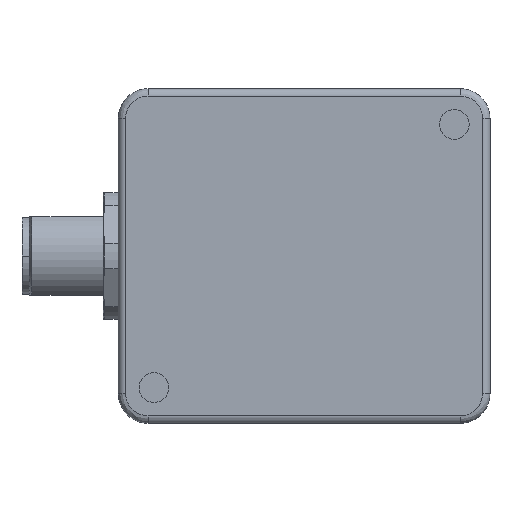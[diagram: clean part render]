
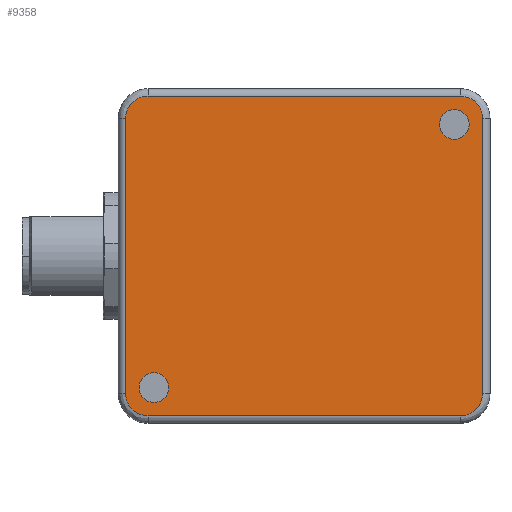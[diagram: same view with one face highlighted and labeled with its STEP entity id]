
A CAD part, front view. The second image highlights one B-rep face of the part: STEP entity #9358.
In plain terms, the highlighted planar face has unit normal (0, -1, 0).
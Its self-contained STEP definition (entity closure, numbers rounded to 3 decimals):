
#152 = ORIENTED_EDGE ( 'NONE', *, *, #2051, .F. ) ;
#203 = CARTESIAN_POINT ( 'NONE',  ( 1., 0., 41. ) ) ;
#214 =( BOUNDED_CURVE ( )  B_SPLINE_CURVE ( 3, ( #1761, #15672, #19049, #9784 ),
 .UNSPECIFIED., .F., .F. ) 
 B_SPLINE_CURVE_WITH_KNOTS ( ( 4, 4 ),
 ( 0., 1. ),
 .UNSPECIFIED. ) 
 CURVE ( )  GEOMETRIC_REPRESENTATION_ITEM ( )  RATIONAL_B_SPLINE_CURVE ( ( 1., 0.805, 0.805, 1. ) ) 
 REPRESENTATION_ITEM ( '' )  );
#375 = CARTESIAN_POINT ( 'NONE',  ( 49., 0., 41. ) ) ;
#571 = EDGE_LOOP ( 'NONE', ( #12978, #8178 ) ) ;
#896 = FACE_BOUND ( 'NONE', #571, .T. ) ;
#1400 = ORIENTED_EDGE ( 'NONE', *, *, #18793, .F. ) ;
#1473 = CARTESIAN_POINT ( 'NONE',  ( 46., 0., 44. ) ) ;
#1575 =( BOUNDED_CURVE ( )  B_SPLINE_CURVE ( 3, ( #14533, #9981, #19297, #14598 ),
 .UNSPECIFIED., .F., .F. ) 
 B_SPLINE_CURVE_WITH_KNOTS ( ( 4, 4 ),
 ( 0., 1. ),
 .UNSPECIFIED. ) 
 CURVE ( )  GEOMETRIC_REPRESENTATION_ITEM ( )  RATIONAL_B_SPLINE_CURVE ( ( 1., 0.805, 0.805, 1. ) ) 
 REPRESENTATION_ITEM ( '' )  );
#1656 = DIRECTION ( 'NONE',  ( 0., -1., 0. ) ) ;
#1719 = EDGE_CURVE ( 'NONE', #7684, #10103, #7023, .T. ) ;
#1750 = DIRECTION ( 'NONE',  ( 0., 0., 1. ) ) ;
#1761 = CARTESIAN_POINT ( 'NONE',  ( 4., 0., 1. ) ) ;
#2051 = EDGE_CURVE ( 'NONE', #14148, #17402, #8997, .T. ) ;
#2133 = ORIENTED_EDGE ( 'NONE', *, *, #6535, .F. ) ;
#2997 = DIRECTION ( 'NONE',  ( 0., 0., 1. ) ) ;
#3068 = DIRECTION ( 'NONE',  ( 1., 0., 0. ) ) ;
#3072 = FACE_BOUND ( 'NONE', #4974, .T. ) ;
#3193 = VERTEX_POINT ( 'NONE', #16370 ) ;
#4071 = DIRECTION ( 'NONE',  ( 0., -1., 0. ) ) ;
#4249 = CARTESIAN_POINT ( 'NONE',  ( 45.2, 0., 40.2 ) ) ;
#4484 = CARTESIAN_POINT ( 'NONE',  ( 0., 0., 44. ) ) ;
#4610 = CARTESIAN_POINT ( 'NONE',  ( 45.2, 0., 42.2 ) ) ;
#4833 = VERTEX_POINT ( 'NONE', #8077 ) ;
#4926 =( BOUNDED_CURVE ( )  B_SPLINE_CURVE ( 3, ( #5088, #9919, #17818, #17882 ),
 .UNSPECIFIED., .F., .F. ) 
 B_SPLINE_CURVE_WITH_KNOTS ( ( 4, 4 ),
 ( 0., 1. ),
 .UNSPECIFIED. ) 
 CURVE ( )  GEOMETRIC_REPRESENTATION_ITEM ( )  RATIONAL_B_SPLINE_CURVE ( ( 1., 0.805, 0.805, 1. ) ) 
 REPRESENTATION_ITEM ( '' )  );
#4928 = VECTOR ( 'NONE', #18276, 1000. ) ;
#4974 = EDGE_LOOP ( 'NONE', ( #2133, #19978 ) ) ;
#5088 = CARTESIAN_POINT ( 'NONE',  ( 1., 0., 41. ) ) ;
#5098 = CARTESIAN_POINT ( 'NONE',  ( 49., 0., 4. ) ) ;
#5343 = LINE ( 'NONE', #16416, #5590 ) ;
#5346 = CARTESIAN_POINT ( 'NONE',  ( 46., 0., 1. ) ) ;
#5590 = VECTOR ( 'NONE', #7113, 1000. ) ;
#5759 = CARTESIAN_POINT ( 'NONE',  ( 4.8, 0., 4.8 ) ) ;
#5784 = VERTEX_POINT ( 'NONE', #203 ) ;
#5899 = ORIENTED_EDGE ( 'NONE', *, *, #15076, .F. ) ;
#6118 = CIRCLE ( 'NONE', #17788, 2. ) ;
#6457 = CIRCLE ( 'NONE', #14875, 2. ) ;
#6466 = VERTEX_POINT ( 'NONE', #17884 ) ;
#6535 = EDGE_CURVE ( 'NONE', #3193, #10084, #6118, .T. ) ;
#6746 = VECTOR ( 'NONE', #2997, 1000. ) ;
#6971 = ORIENTED_EDGE ( 'NONE', *, *, #18876, .F. ) ;
#6974 = DIRECTION ( 'NONE',  ( 0., -1., 0. ) ) ;
#7023 = CIRCLE ( 'NONE', #13319, 2. ) ;
#7113 = DIRECTION ( 'NONE',  ( -1., 0., 0. ) ) ;
#7139 = FACE_OUTER_BOUND ( 'NONE', #11167, .T. ) ;
#7684 = VERTEX_POINT ( 'NONE', #17674 ) ;
#8006 = PLANE ( 'NONE',  #10219 ) ;
#8077 = CARTESIAN_POINT ( 'NONE',  ( 4., 0., 1. ) ) ;
#8178 = ORIENTED_EDGE ( 'NONE', *, *, #12972, .F. ) ;
#8965 = DIRECTION ( 'NONE',  ( 0., -1., 0. ) ) ;
#8997 =( BOUNDED_CURVE ( )  B_SPLINE_CURVE ( 3, ( #5098, #17687, #14613, #5346 ),
 .UNSPECIFIED., .F., .F. ) 
 B_SPLINE_CURVE_WITH_KNOTS ( ( 4, 4 ),
 ( 0., 1. ),
 .UNSPECIFIED. ) 
 CURVE ( )  GEOMETRIC_REPRESENTATION_ITEM ( )  RATIONAL_B_SPLINE_CURVE ( ( 1., 0.805, 0.805, 1. ) ) 
 REPRESENTATION_ITEM ( '' )  );
#9358 = ADVANCED_FACE ( 'NONE', ( #7139, #3072, #896 ), #8006, .F. ) ;
#9558 = CARTESIAN_POINT ( 'NONE',  ( 45.2, 0., 40.2 ) ) ;
#9784 = CARTESIAN_POINT ( 'NONE',  ( 1., 0., 4. ) ) ;
#9919 = CARTESIAN_POINT ( 'NONE',  ( 1., 0., 42.757 ) ) ;
#9981 = CARTESIAN_POINT ( 'NONE',  ( 47.757, 0., 44. ) ) ;
#10084 = VERTEX_POINT ( 'NONE', #4610 ) ;
#10103 = VERTEX_POINT ( 'NONE', #17064 ) ;
#10219 = AXIS2_PLACEMENT_3D ( 'NONE', #17106, #13980, #1750 ) ;
#11020 = DIRECTION ( 'NONE',  ( 0., 0., -1. ) ) ;
#11167 = EDGE_LOOP ( 'NONE', ( #152, #12449, #1400, #5899, #14243, #6971, #14789, #13640 ) ) ;
#11297 = EDGE_CURVE ( 'NONE', #5784, #14853, #4926, .T. ) ;
#11589 = CARTESIAN_POINT ( 'NONE',  ( 4.8, 0., 4.8 ) ) ;
#11861 = DIRECTION ( 'NONE',  ( 0., 0., -1. ) ) ;
#11996 = VERTEX_POINT ( 'NONE', #375 ) ;
#12209 = EDGE_CURVE ( 'NONE', #17402, #4833, #5343, .T. ) ;
#12449 = ORIENTED_EDGE ( 'NONE', *, *, #17878, .F. ) ;
#12972 = EDGE_CURVE ( 'NONE', #10103, #7684, #6457, .T. ) ;
#12978 = ORIENTED_EDGE ( 'NONE', *, *, #1719, .F. ) ;
#13319 = AXIS2_PLACEMENT_3D ( 'NONE', #5759, #4071, #18249 ) ;
#13553 = LINE ( 'NONE', #13562, #6746 ) ;
#13562 = CARTESIAN_POINT ( 'NONE',  ( 1., 0., 45. ) ) ;
#13640 = ORIENTED_EDGE ( 'NONE', *, *, #12209, .F. ) ;
#13980 = DIRECTION ( 'NONE',  ( 0., 1., 0. ) ) ;
#14125 = LINE ( 'NONE', #16753, #4928 ) ;
#14148 = VERTEX_POINT ( 'NONE', #19124 ) ;
#14243 = ORIENTED_EDGE ( 'NONE', *, *, #11297, .F. ) ;
#14533 = CARTESIAN_POINT ( 'NONE',  ( 46., 0., 44. ) ) ;
#14598 = CARTESIAN_POINT ( 'NONE',  ( 49., 0., 41. ) ) ;
#14613 = CARTESIAN_POINT ( 'NONE',  ( 47.757, 0., 1. ) ) ;
#14789 = ORIENTED_EDGE ( 'NONE', *, *, #16553, .F. ) ;
#14853 = VERTEX_POINT ( 'NONE', #19414 ) ;
#14875 = AXIS2_PLACEMENT_3D ( 'NONE', #11589, #6974, #11861 ) ;
#15076 = EDGE_CURVE ( 'NONE', #14853, #19891, #15293, .T. ) ;
#15293 = LINE ( 'NONE', #4484, #16987 ) ;
#15672 = CARTESIAN_POINT ( 'NONE',  ( 2.243, 0., 1. ) ) ;
#16370 = CARTESIAN_POINT ( 'NONE',  ( 45.2, 0., 38.2 ) ) ;
#16416 = CARTESIAN_POINT ( 'NONE',  ( 0., 0., 1. ) ) ;
#16553 = EDGE_CURVE ( 'NONE', #4833, #6466, #214, .T. ) ;
#16753 = CARTESIAN_POINT ( 'NONE',  ( 49., 0., 45. ) ) ;
#16910 = AXIS2_PLACEMENT_3D ( 'NONE', #9558, #1656, #11020 ) ;
#16933 = CARTESIAN_POINT ( 'NONE',  ( 46., 0., 1. ) ) ;
#16987 = VECTOR ( 'NONE', #3068, 1000. ) ;
#17064 = CARTESIAN_POINT ( 'NONE',  ( 4.8, 0., 6.8 ) ) ;
#17106 = CARTESIAN_POINT ( 'NONE',  ( 0., 0., 45. ) ) ;
#17402 = VERTEX_POINT ( 'NONE', #16933 ) ;
#17482 = EDGE_CURVE ( 'NONE', #10084, #3193, #19732, .T. ) ;
#17674 = CARTESIAN_POINT ( 'NONE',  ( 4.8, 0., 2.8 ) ) ;
#17687 = CARTESIAN_POINT ( 'NONE',  ( 49., 0., 2.243 ) ) ;
#17788 = AXIS2_PLACEMENT_3D ( 'NONE', #4249, #8965, #18407 ) ;
#17818 = CARTESIAN_POINT ( 'NONE',  ( 2.243, 0., 44. ) ) ;
#17878 = EDGE_CURVE ( 'NONE', #11996, #14148, #14125, .T. ) ;
#17882 = CARTESIAN_POINT ( 'NONE',  ( 4., 0., 44. ) ) ;
#17884 = CARTESIAN_POINT ( 'NONE',  ( 1., 0., 4. ) ) ;
#18249 = DIRECTION ( 'NONE',  ( 0., 0., -1. ) ) ;
#18276 = DIRECTION ( 'NONE',  ( 0., 0., -1. ) ) ;
#18407 = DIRECTION ( 'NONE',  ( 0., 0., -1. ) ) ;
#18793 = EDGE_CURVE ( 'NONE', #19891, #11996, #1575, .T. ) ;
#18876 = EDGE_CURVE ( 'NONE', #6466, #5784, #13553, .T. ) ;
#19049 = CARTESIAN_POINT ( 'NONE',  ( 1., 0., 2.243 ) ) ;
#19124 = CARTESIAN_POINT ( 'NONE',  ( 49., 0., 4. ) ) ;
#19297 = CARTESIAN_POINT ( 'NONE',  ( 49., 0., 42.757 ) ) ;
#19414 = CARTESIAN_POINT ( 'NONE',  ( 4., 0., 44. ) ) ;
#19732 = CIRCLE ( 'NONE', #16910, 2. ) ;
#19891 = VERTEX_POINT ( 'NONE', #1473 ) ;
#19978 = ORIENTED_EDGE ( 'NONE', *, *, #17482, .F. ) ;
